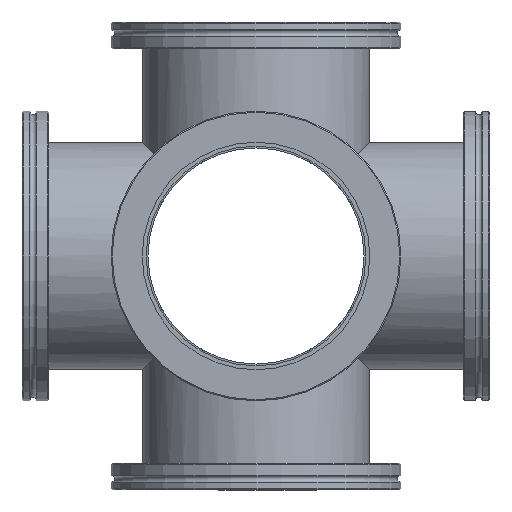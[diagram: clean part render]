
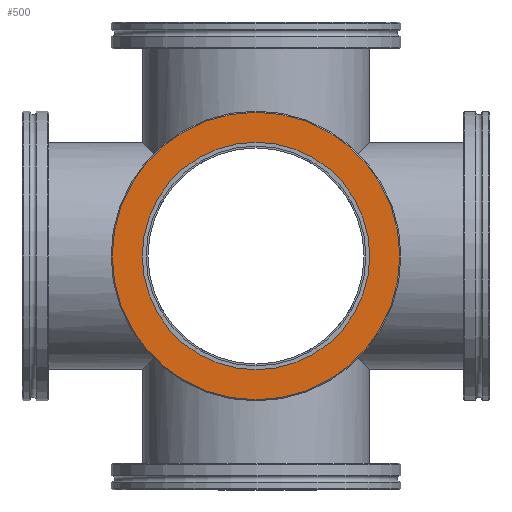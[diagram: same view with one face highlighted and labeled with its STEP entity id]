
A CAD part, front view. The second image highlights one B-rep face of the part: STEP entity #500.
In plain terms, the highlighted face is planar.
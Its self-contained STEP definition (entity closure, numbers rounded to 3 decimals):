
#82=FACE_BOUND('',#180,.T.);
#89=PLANE('',#618);
#149=FACE_OUTER_BOUND('',#179,.T.);
#179=EDGE_LOOP('',(#411));
#180=EDGE_LOOP('',(#412,#413));
#220=CIRCLE('',#612,64.5);
#225=CIRCLE('',#619,51.05);
#226=CIRCLE('',#620,51.05);
#257=VERTEX_POINT('',#929);
#262=VERTEX_POINT('',#943);
#263=VERTEX_POINT('',#944);
#311=EDGE_CURVE('',#257,#257,#220,.T.);
#318=EDGE_CURVE('',#262,#263,#225,.T.);
#319=EDGE_CURVE('',#263,#262,#226,.T.);
#411=ORIENTED_EDGE('',*,*,#311,.F.);
#412=ORIENTED_EDGE('',*,*,#318,.F.);
#413=ORIENTED_EDGE('',*,*,#319,.F.);
#500=ADVANCED_FACE('',(#149,#82),#89,.T.);
#612=AXIS2_PLACEMENT_3D('',#930,#746,#747);
#618=AXIS2_PLACEMENT_3D('',#942,#760,#761);
#619=AXIS2_PLACEMENT_3D('',#945,#762,#763);
#620=AXIS2_PLACEMENT_3D('',#946,#764,#765);
#746=DIRECTION('center_axis',(-1.,0.,0.));
#747=DIRECTION('ref_axis',(0.,0.,-1.));
#760=DIRECTION('center_axis',(1.,0.,0.));
#761=DIRECTION('ref_axis',(0.,0.,-1.));
#762=DIRECTION('center_axis',(1.,0.,0.));
#763=DIRECTION('ref_axis',(0.,0.,-1.));
#764=DIRECTION('center_axis',(1.,0.,0.));
#765=DIRECTION('ref_axis',(0.,0.,-1.));
#929=CARTESIAN_POINT('',(0.,0.,64.5));
#930=CARTESIAN_POINT('Origin',(0.,0.,0.));
#942=CARTESIAN_POINT('Origin',(0.,0.,51.05));
#943=CARTESIAN_POINT('',(0.,0.,51.05));
#944=CARTESIAN_POINT('',(0.,0.,-51.05));
#945=CARTESIAN_POINT('Origin',(0.,0.,0.));
#946=CARTESIAN_POINT('Origin',(0.,0.,0.));
